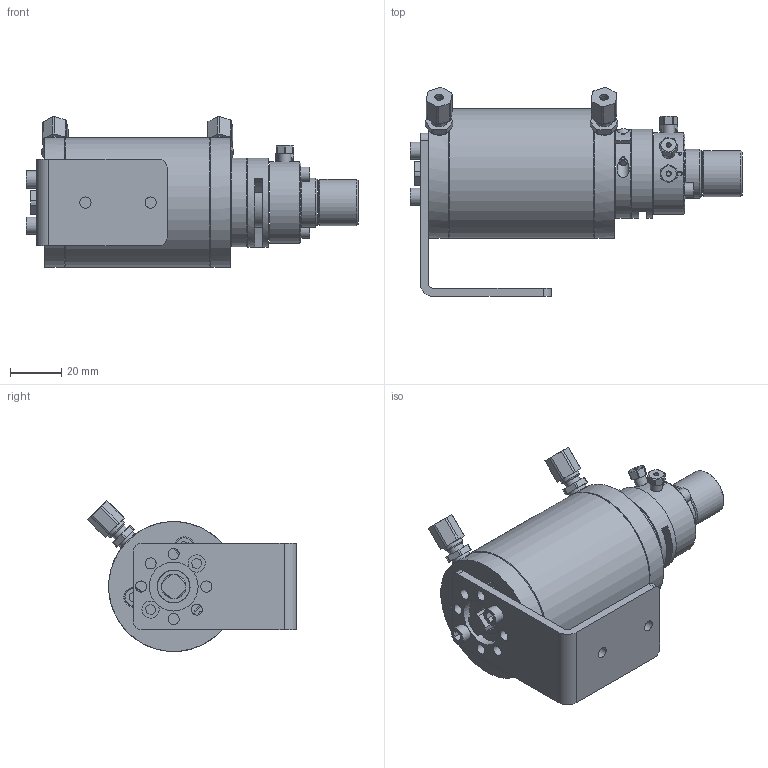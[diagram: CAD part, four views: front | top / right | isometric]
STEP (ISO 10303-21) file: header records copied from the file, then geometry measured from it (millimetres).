
FILE_DESCRIPTION((''),'2;1');
FILE_NAME('506316-ATCI4WE 4 port 2-pos int vol valve air actuated.stp','2013-08-12T08:46:18',('Franzp'),(''),'Autodesk Inventor 2013','Autodesk Inventor 2013','');
FILE_SCHEMA(('AUTOMOTIVE_DESIGN { 1 0 10303 214 1 1 1 1 }'));
Length unit declared in the file: millimetre
Products named in the file (1): 506316_Shrinkwrap_1
Bounding box: 129.25 x 81.22 x 58.72 mm (x, y, z)
Surface area: 34764.1 mm2 (no closed solid volume)
Topology: 0 solids, 45 shells, 282 faces, 921 edges, 672 vertices
Faces by surface type: plane 152, cylinder 102, cone 28
Full cylindrical faces by diameter (mm): 1.727 x4, 2.642 x2, 3.3 x4, 3.51 x1, 4.32 x8, 4.76 x1, 4.826 x4, 5.65 x3, 5.84 x1, 6.3 x2, 6.7 x2, 7.5 x2, 7.65 x2, 7.938 x2, 9.48 x1, 9.525 x1, 18 x1, 19.05 x2, 19.075 x1, 31.75 x1, 34.671 x1, 50.54 x2, 50.69 x1
Entity records: 10612 total; most frequent: CARTESIAN_POINT 2424, DIRECTION 1585, ORIENTED_EDGE 1340, EDGE_CURVE 819, VERTEX_POINT 642, AXIS2_PLACEMENT_3D 606, EDGE_LOOP 445, VECTOR 373
